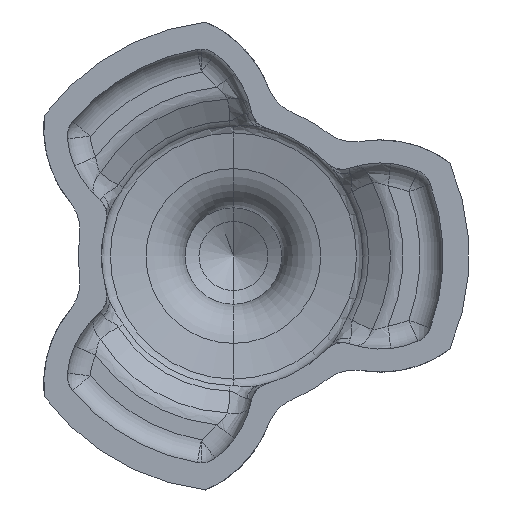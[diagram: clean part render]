
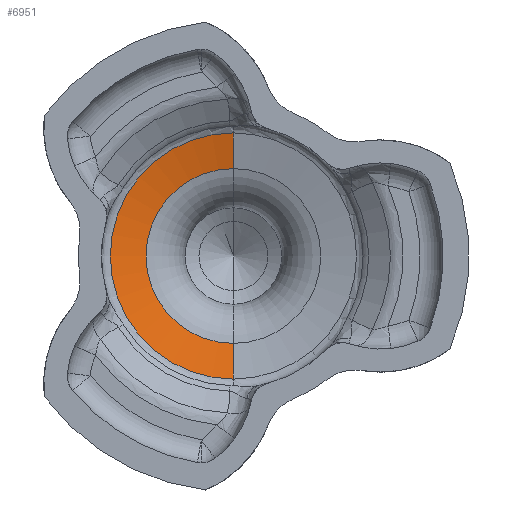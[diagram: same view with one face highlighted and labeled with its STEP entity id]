
A CAD part, left-side view. The second image highlights one B-rep face of the part: STEP entity #6951.
In plain terms, the highlighted conical face has half-angle 76.863 degrees and reference radius 16.998 mm.
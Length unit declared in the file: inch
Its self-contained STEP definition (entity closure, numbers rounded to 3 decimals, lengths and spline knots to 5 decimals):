
#332 = ORIENTED_EDGE ( 'NONE', *, *, #5054, .F. ) ;
#333 = ORIENTED_EDGE ( 'NONE', *, *, #5056, .F. ) ;
#334 = ORIENTED_EDGE ( 'NONE', *, *, #5055, .T. ) ;
#335 = ORIENTED_EDGE ( 'NONE', *, *, #14984, .T. ) ;
#391 = EDGE_LOOP ( 'NONE', ( #332, #333, #334, #335 ) ) ;
#896 = DIRECTION ( 'NONE',  ( -0.227, 0., -0.974 ) ) ;
#900 = CARTESIAN_POINT ( 'NONE',  ( 1.93586, 0., -0.6692 ) ) ;
#904 = CARTESIAN_POINT ( 'NONE',  ( 1.93586, 0., 0.6692 ) ) ;
#905 = DIRECTION ( 'NONE',  ( -0.227, 0., 0.974 ) ) ;
#906 = CARTESIAN_POINT ( 'NONE',  ( 1.98119, 0., 0. ) ) ;
#907 = DIRECTION ( 'NONE',  ( -1., 0., 0. ) ) ;
#908 = DIRECTION ( 'NONE',  ( 0., 0., 1. ) ) ;
#2766 = AXIS2_PLACEMENT_3D ( 'NONE', #13217, #13218, #13219 ) ;
#3998 = FACE_OUTER_BOUND ( 'NONE', #391, .T. ) ;
#4002 = CONICAL_SURFACE ( 'NONE', #7643, 0.6692, 1.342 ) ;
#4329 = CIRCLE ( 'NONE', #2766, 0.6692 ) ;
#5054 = EDGE_CURVE ( 'NONE', #5351, #6322, #14845, .T. ) ;
#5055 = EDGE_CURVE ( 'NONE', #5350, #5349, #14849, .T. ) ;
#5056 = EDGE_CURVE ( 'NONE', #5350, #5351, #14837, .T. ) ;
#5349 = VERTEX_POINT ( 'NONE', #8966 ) ;
#5350 = VERTEX_POINT ( 'NONE', #8967 ) ;
#5351 = VERTEX_POINT ( 'NONE', #8963 ) ;
#6322 = VERTEX_POINT ( 'NONE', #8964 ) ;
#6951 = ADVANCED_FACE ( 'NONE', ( #3998 ), #4002, .F. ) ;
#7580 = AXIS2_PLACEMENT_3D ( 'NONE', #906, #907, #908 ) ;
#7643 = AXIS2_PLACEMENT_3D ( 'NONE', #9135, #9132, #9126 ) ;
#8963 = CARTESIAN_POINT ( 'NONE',  ( 1.98119, 0., -0.475 ) ) ;
#8964 = CARTESIAN_POINT ( 'NONE',  ( 1.93586, 0., -0.6692 ) ) ;
#8966 = CARTESIAN_POINT ( 'NONE',  ( 1.93586, 0., 0.6692 ) ) ;
#8967 = CARTESIAN_POINT ( 'NONE',  ( 1.98119, 0., 0.475 ) ) ;
#9126 = DIRECTION ( 'NONE',  ( 0., 0., 1. ) ) ;
#9132 = DIRECTION ( 'NONE',  ( -1., 0., 0. ) ) ;
#9135 = CARTESIAN_POINT ( 'NONE',  ( 1.93586, 0., 0. ) ) ;
#13217 = CARTESIAN_POINT ( 'NONE',  ( 1.93586, 0., 0. ) ) ;
#13218 = DIRECTION ( 'NONE',  ( -1., 0., 0. ) ) ;
#13219 = DIRECTION ( 'NONE',  ( 0., 0., 1. ) ) ;
#14837 = CIRCLE ( 'NONE', #7580, 0.475 ) ;
#14845 = LINE ( 'NONE', #900, #14848 ) ;
#14848 = VECTOR ( 'NONE', #896, 39.37008 ) ;
#14849 = LINE ( 'NONE', #904, #14851 ) ;
#14851 = VECTOR ( 'NONE', #905, 39.37008 ) ;
#14984 = EDGE_CURVE ( 'NONE', #5349, #6322, #4329, .T. ) ;
